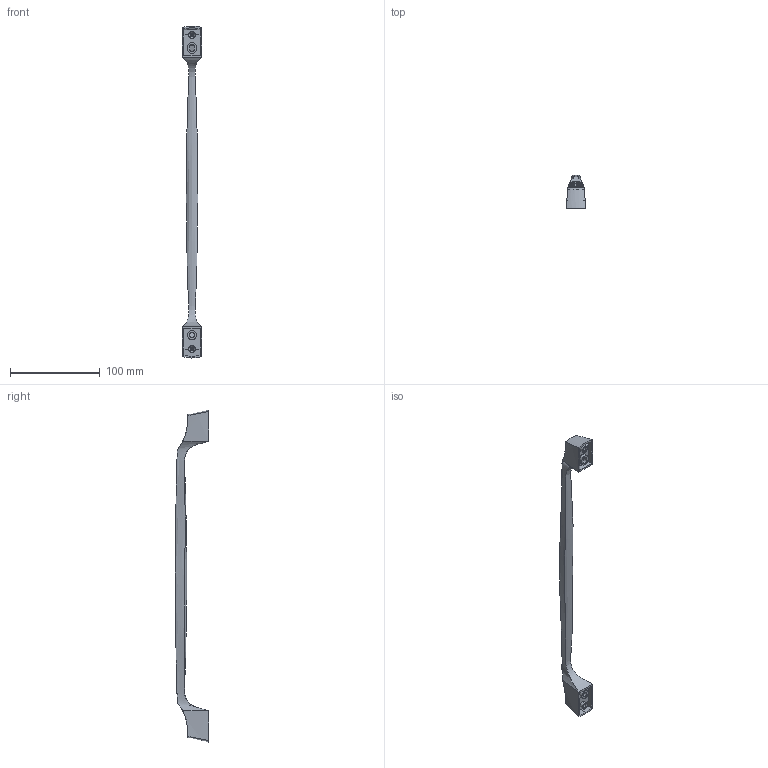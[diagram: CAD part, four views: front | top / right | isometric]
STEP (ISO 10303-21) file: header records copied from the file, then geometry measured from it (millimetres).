
FILE_DESCRIPTION (( 'STEP AP203' ), '1' );
FILE_NAME ('A-41-G-35_.STEP', '2007-04-03T00:25:22', ( ' ' ), ( ' ' ), 'SwSTEP 2.0', 'SolidWorks 2006004', '' );
FILE_SCHEMA (( 'CONFIG_CONTROL_DESIGN' ));
Length unit declared in the file: millimetre
Products named in the file (3): A-41-G樹脂キャップ_公_ﾃﾞﾌｫﾙﾄ; A-41-G-35_; A-41-G-35杮懱_岞_棉太倌
Assembly tree (3 placements, depth 2):
  A-41-G-35_
    A-41-G-35杮懱_岞_棉太倌
    A-41-G樹脂キャップ_公_ﾃﾞﾌｫﾙﾄ  x2
Bounding box: 22 x 36.99 x 370 mm (x, y, z)
Volume: 50844.4 mm3; surface area: 26001.8 mm2
Topology: 3 solids, 3 shells, 265 faces, 721 edges, 476 vertices
Faces by surface type: plane 154, cylinder 74, bspline 24, cone 13
Entity records: 14683 total; most frequent: CARTESIAN_POINT 9973, ORIENTED_EDGE 968, DIRECTION 818, EDGE_CURVE 484, VERTEX_POINT 319, LINE 286, VECTOR 286, AXIS2_PLACEMENT_3D 266
